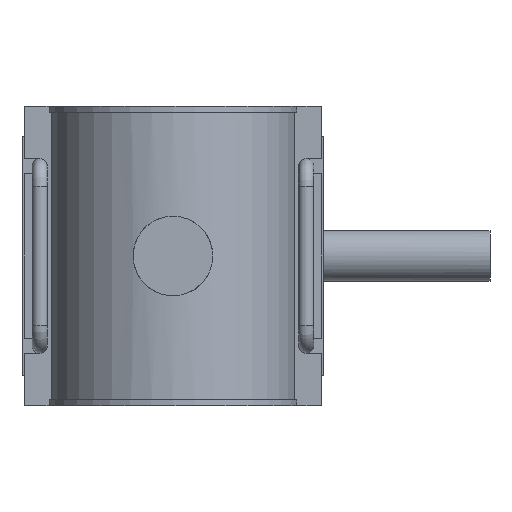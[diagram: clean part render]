
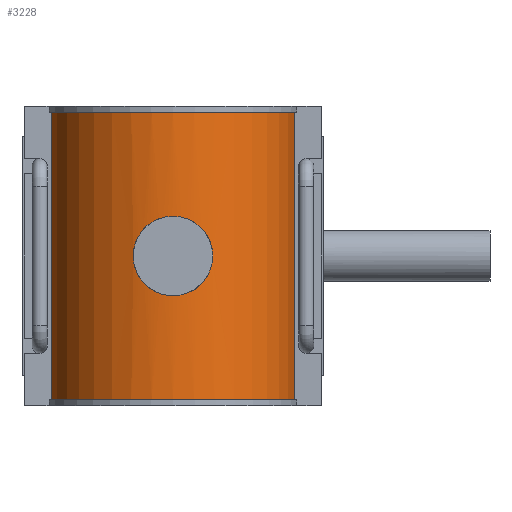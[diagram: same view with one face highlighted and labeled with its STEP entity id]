
A CAD part, front view. The second image highlights one B-rep face of the part: STEP entity #3228.
In plain terms, the highlighted cylindrical face has radius 48.75 mm (diameter 97.5 mm), a partial arc.
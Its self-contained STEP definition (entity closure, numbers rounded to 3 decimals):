
#116=LINE('',#5420,#403);
#151=LINE('',#5690,#438);
#403=VECTOR('',#3983,113.28);
#438=VECTOR('',#4060,113.28);
#643=FACE_BOUND('',#1062,.T.);
#684=B_SPLINE_CURVE_WITH_KNOTS('',3,(#5024,#5025,#5026,#5027,#5028,#5029,
#5030,#5031,#5032,#5033,#5034,#5035,#5036,#5037,#5038,#5039,#5040,#5041,
#5042,#5043,#5044,#5045,#5046,#5047,#5048,#5049,#5050,#5051,#5052,#5053,
#5054,#5055,#5056,#5057,#5058,#5059,#5060,#5061,#5062,#5063,#5064,#5065,
#5066,#5067,#5068,#5069,#5070,#5071,#5072,#5073,#5074,#5075,#5076,#5077,
#5078,#5079,#5080,#5081),.UNSPECIFIED.,.T.,.F.,(4,2,2,2,2,2,2,2,2,2,2,2,
2,2,2,2,2,2,2,2,2,2,2,2,2,2,2,2,4),(0.,0.298,0.595,
1.191,1.488,1.786,2.083,2.381,
2.679,2.976,3.274,3.571,4.167,
4.464,4.762,5.06,5.357,5.953,
6.25,6.548,6.845,7.143,7.44,
7.738,8.036,8.333,8.929,9.226,
9.524),.UNSPECIFIED.);
#750=CYLINDRICAL_SURFACE('',#3493,48.75);
#848=FACE_OUTER_BOUND('',#1061,.T.);
#1061=EDGE_LOOP('',(#2447,#2448,#2449,#2450));
#1062=EDGE_LOOP('',(#2451));
#1267=CIRCLE('',#3469,48.75);
#1275=CIRCLE('',#3483,48.75);
#1413=VERTEX_POINT('',#5023);
#1428=VERTEX_POINT('',#5405);
#1429=VERTEX_POINT('',#5407);
#1433=VERTEX_POINT('',#5419);
#1454=VERTEX_POINT('',#5490);
#1763=EDGE_CURVE('',#1413,#1413,#684,.T.);
#1782=EDGE_CURVE('',#1428,#1429,#1267,.T.);
#1787=EDGE_CURVE('',#1428,#1433,#116,.T.);
#1811=EDGE_CURVE('',#1454,#1433,#1275,.T.);
#1846=EDGE_CURVE('',#1429,#1454,#151,.T.);
#2447=ORIENTED_EDGE('',*,*,#1782,.T.);
#2448=ORIENTED_EDGE('',*,*,#1846,.T.);
#2449=ORIENTED_EDGE('',*,*,#1811,.T.);
#2450=ORIENTED_EDGE('',*,*,#1787,.F.);
#2451=ORIENTED_EDGE('',*,*,#1763,.T.);
#3228=ADVANCED_FACE('',(#848,#643),#750,.T.);
#3469=AXIS2_PLACEMENT_3D('',#5409,#3973,#3974);
#3483=AXIS2_PLACEMENT_3D('',#5491,#4020,#4021);
#3493=AXIS2_PLACEMENT_3D('',#5691,#4061,#4062);
#3973=DIRECTION('center_axis',(0.,0.,1.));
#3974=DIRECTION('ref_axis',(1.,0.,0.));
#3983=DIRECTION('',(0.,0.,1.));
#4020=DIRECTION('center_axis',(0.,0.,-1.));
#4021=DIRECTION('ref_axis',(1.,0.,0.));
#4060=DIRECTION('',(0.,0.,1.));
#4061=DIRECTION('center_axis',(0.,0.,1.));
#4062=DIRECTION('ref_axis',(1.,0.,0.));
#5023=CARTESIAN_POINT('',(15.68,-46.16,0.));
#5024=CARTESIAN_POINT('Ctrl Pts',(15.68,-46.16,0.));
#5025=CARTESIAN_POINT('Ctrl Pts',(15.68,-46.16,-0.992));
#5026=CARTESIAN_POINT('Ctrl Pts',(15.584,-46.192,-2.016));
#5027=CARTESIAN_POINT('Ctrl Pts',(15.184,-46.326,-4.048));
#5028=CARTESIAN_POINT('Ctrl Pts',(14.879,-46.426,-5.055));
#5029=CARTESIAN_POINT('Ctrl Pts',(13.676,-46.8,-7.949));
#5030=CARTESIAN_POINT('Ctrl Pts',(12.472,-47.149,-9.703));
#5031=CARTESIAN_POINT('Ctrl Pts',(10.395,-47.634,-11.779));
#5032=CARTESIAN_POINT('Ctrl Pts',(9.613,-47.801,-12.43));
#5033=CARTESIAN_POINT('Ctrl Pts',(7.908,-48.112,-13.579));
#5034=CARTESIAN_POINT('Ctrl Pts',(6.985,-48.257,-14.077));
#5035=CARTESIAN_POINT('Ctrl Pts',(5.055,-48.497,-14.88));
#5036=CARTESIAN_POINT('Ctrl Pts',(4.047,-48.592,-15.184));
#5037=CARTESIAN_POINT('Ctrl Pts',(2.015,-48.719,-15.584));
#5038=CARTESIAN_POINT('Ctrl Pts',(0.992,-48.75,-15.68));
#5039=CARTESIAN_POINT('Ctrl Pts',(-0.992,-48.75,-15.68));
#5040=CARTESIAN_POINT('Ctrl Pts',(-2.015,-48.719,-15.584));
#5041=CARTESIAN_POINT('Ctrl Pts',(-4.047,-48.592,-15.184));
#5042=CARTESIAN_POINT('Ctrl Pts',(-5.055,-48.497,-14.88));
#5043=CARTESIAN_POINT('Ctrl Pts',(-6.985,-48.257,-14.077));
#5044=CARTESIAN_POINT('Ctrl Pts',(-7.908,-48.112,-13.579));
#5045=CARTESIAN_POINT('Ctrl Pts',(-9.613,-47.801,-12.43));
#5046=CARTESIAN_POINT('Ctrl Pts',(-10.395,-47.634,-11.779));
#5047=CARTESIAN_POINT('Ctrl Pts',(-12.472,-47.149,-9.703));
#5048=CARTESIAN_POINT('Ctrl Pts',(-13.676,-46.8,-7.949));
#5049=CARTESIAN_POINT('Ctrl Pts',(-14.879,-46.426,-5.055));
#5050=CARTESIAN_POINT('Ctrl Pts',(-15.184,-46.326,-4.048));
#5051=CARTESIAN_POINT('Ctrl Pts',(-15.584,-46.192,-2.016));
#5052=CARTESIAN_POINT('Ctrl Pts',(-15.68,-46.16,-0.992));
#5053=CARTESIAN_POINT('Ctrl Pts',(-15.68,-46.16,0.992));
#5054=CARTESIAN_POINT('Ctrl Pts',(-15.584,-46.192,2.016));
#5055=CARTESIAN_POINT('Ctrl Pts',(-15.184,-46.326,4.048));
#5056=CARTESIAN_POINT('Ctrl Pts',(-14.879,-46.426,5.055));
#5057=CARTESIAN_POINT('Ctrl Pts',(-13.676,-46.8,7.949));
#5058=CARTESIAN_POINT('Ctrl Pts',(-12.472,-47.149,9.703));
#5059=CARTESIAN_POINT('Ctrl Pts',(-10.395,-47.634,11.779));
#5060=CARTESIAN_POINT('Ctrl Pts',(-9.613,-47.801,12.43));
#5061=CARTESIAN_POINT('Ctrl Pts',(-7.908,-48.112,13.579));
#5062=CARTESIAN_POINT('Ctrl Pts',(-6.985,-48.257,14.077));
#5063=CARTESIAN_POINT('Ctrl Pts',(-5.055,-48.497,14.88));
#5064=CARTESIAN_POINT('Ctrl Pts',(-4.047,-48.592,15.184));
#5065=CARTESIAN_POINT('Ctrl Pts',(-2.015,-48.719,15.584));
#5066=CARTESIAN_POINT('Ctrl Pts',(-0.992,-48.75,15.68));
#5067=CARTESIAN_POINT('Ctrl Pts',(0.992,-48.75,15.68));
#5068=CARTESIAN_POINT('Ctrl Pts',(2.015,-48.719,15.584));
#5069=CARTESIAN_POINT('Ctrl Pts',(4.047,-48.592,15.184));
#5070=CARTESIAN_POINT('Ctrl Pts',(5.055,-48.497,14.88));
#5071=CARTESIAN_POINT('Ctrl Pts',(6.985,-48.257,14.077));
#5072=CARTESIAN_POINT('Ctrl Pts',(7.908,-48.112,13.579));
#5073=CARTESIAN_POINT('Ctrl Pts',(9.613,-47.801,12.43));
#5074=CARTESIAN_POINT('Ctrl Pts',(10.395,-47.634,11.779));
#5075=CARTESIAN_POINT('Ctrl Pts',(12.472,-47.149,9.703));
#5076=CARTESIAN_POINT('Ctrl Pts',(13.676,-46.8,7.949));
#5077=CARTESIAN_POINT('Ctrl Pts',(14.879,-46.426,5.055));
#5078=CARTESIAN_POINT('Ctrl Pts',(15.184,-46.326,4.048));
#5079=CARTESIAN_POINT('Ctrl Pts',(15.584,-46.192,2.016));
#5080=CARTESIAN_POINT('Ctrl Pts',(15.68,-46.16,0.992));
#5081=CARTESIAN_POINT('Ctrl Pts',(15.68,-46.16,0.));
#5405=CARTESIAN_POINT('',(-47.84,-9.375,-56.64));
#5407=CARTESIAN_POINT('',(47.84,-9.375,-56.64));
#5409=CARTESIAN_POINT('Origin',(0.,0.,-56.64));
#5419=CARTESIAN_POINT('',(-47.84,-9.375,56.64));
#5420=CARTESIAN_POINT('',(-47.84,-9.375,0.));
#5490=CARTESIAN_POINT('',(47.84,-9.375,56.64));
#5491=CARTESIAN_POINT('Origin',(0.,0.,56.64));
#5690=CARTESIAN_POINT('',(47.84,-9.375,0.));
#5691=CARTESIAN_POINT('Origin',(0.,0.,0.));
